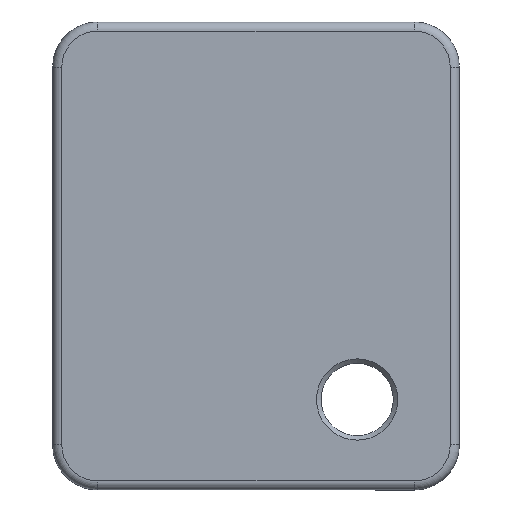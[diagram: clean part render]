
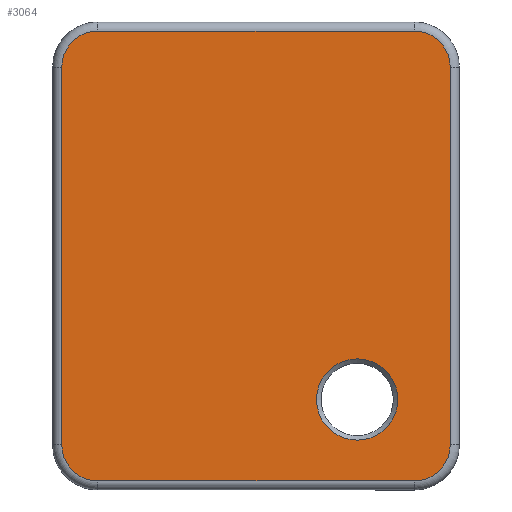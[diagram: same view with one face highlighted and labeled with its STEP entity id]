
A CAD part, top view. The second image highlights one B-rep face of the part: STEP entity #3064.
In plain terms, the highlighted planar face has unit normal (0, 0, 1).
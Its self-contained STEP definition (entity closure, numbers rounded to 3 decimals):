
#31=FACE_BOUND('',#614,.T.);
#275=CIRCLE('',#3404,9.);
#276=CIRCLE('',#3407,8.);
#277=CIRCLE('',#3408,8.);
#278=CIRCLE('',#3409,8.);
#279=CIRCLE('',#3410,8.);
#441=FACE_OUTER_BOUND('',#613,.T.);
#613=EDGE_LOOP('',(#2750,#2751,#2752,#2753,#2754,#2755,#2756,#2757));
#614=EDGE_LOOP('',(#2758));
#895=LINE('',#5328,#1161);
#896=LINE('',#5332,#1162);
#897=LINE('',#5336,#1163);
#898=LINE('',#5339,#1164);
#1161=VECTOR('',#4315,10.);
#1162=VECTOR('',#4318,10.);
#1163=VECTOR('',#4321,10.);
#1164=VECTOR('',#4324,10.);
#1455=VERTEX_POINT('',#5318);
#1456=VERTEX_POINT('',#5324);
#1457=VERTEX_POINT('',#5325);
#1458=VERTEX_POINT('',#5327);
#1459=VERTEX_POINT('',#5329);
#1460=VERTEX_POINT('',#5331);
#1461=VERTEX_POINT('',#5333);
#1462=VERTEX_POINT('',#5335);
#1463=VERTEX_POINT('',#5337);
#1892=EDGE_CURVE('',#1455,#1455,#275,.T.);
#1894=EDGE_CURVE('',#1456,#1457,#276,.T.);
#1895=EDGE_CURVE('',#1458,#1456,#895,.T.);
#1896=EDGE_CURVE('',#1459,#1458,#277,.T.);
#1897=EDGE_CURVE('',#1460,#1459,#896,.T.);
#1898=EDGE_CURVE('',#1461,#1460,#278,.T.);
#1899=EDGE_CURVE('',#1462,#1461,#897,.T.);
#1900=EDGE_CURVE('',#1463,#1462,#279,.T.);
#1901=EDGE_CURVE('',#1457,#1463,#898,.T.);
#2750=ORIENTED_EDGE('',*,*,#1894,.F.);
#2751=ORIENTED_EDGE('',*,*,#1895,.F.);
#2752=ORIENTED_EDGE('',*,*,#1896,.F.);
#2753=ORIENTED_EDGE('',*,*,#1897,.F.);
#2754=ORIENTED_EDGE('',*,*,#1898,.F.);
#2755=ORIENTED_EDGE('',*,*,#1899,.F.);
#2756=ORIENTED_EDGE('',*,*,#1900,.F.);
#2757=ORIENTED_EDGE('',*,*,#1901,.F.);
#2758=ORIENTED_EDGE('',*,*,#1892,.F.);
#2912=PLANE('',#3406);
#3064=ADVANCED_FACE('',(#441,#31),#2912,.T.);
#3404=AXIS2_PLACEMENT_3D('',#5320,#4306,#4307);
#3406=AXIS2_PLACEMENT_3D('',#5323,#4311,#4312);
#3407=AXIS2_PLACEMENT_3D('',#5326,#4313,#4314);
#3408=AXIS2_PLACEMENT_3D('',#5330,#4316,#4317);
#3409=AXIS2_PLACEMENT_3D('',#5334,#4319,#4320);
#3410=AXIS2_PLACEMENT_3D('',#5338,#4322,#4323);
#4306=DIRECTION('center_axis',(0.,0.,
1.));
#4307=DIRECTION('ref_axis',(1.,0.,0.));
#4311=DIRECTION('center_axis',(0.,0.,
1.));
#4312=DIRECTION('ref_axis',(-1.,0.,0.));
#4313=DIRECTION('center_axis',(0.,0.,
-1.));
#4314=DIRECTION('ref_axis',(-0.707,-0.707,0.));
#4315=DIRECTION('',(-1.,0.,0.));
#4316=DIRECTION('center_axis',(0.,0.,
-1.));
#4317=DIRECTION('ref_axis',(0.707,-0.707,0.));
#4318=DIRECTION('',(0.,-1.,0.));
#4319=DIRECTION('center_axis',(0.,0.,
-1.));
#4320=DIRECTION('ref_axis',(0.707,0.707,0.));
#4321=DIRECTION('',(1.,0.,0.));
#4322=DIRECTION('center_axis',(0.,0.,
-1.));
#4323=DIRECTION('ref_axis',(-0.707,0.707,0.));
#4324=DIRECTION('',(0.,1.,0.));
#5318=CARTESIAN_POINT('',(53.4,14.525,-41.4));
#5320=CARTESIAN_POINT('Origin',(62.4,14.525,-41.4));
#5323=CARTESIAN_POINT('Origin',(40.,46.3,-41.4));
#5324=CARTESIAN_POINT('',(5.,-3.5,-41.4));
#5325=CARTESIAN_POINT('',(-3.,4.5,-41.4));
#5326=CARTESIAN_POINT('Origin',(5.,4.5,-41.4));
#5327=CARTESIAN_POINT('',(75.,-3.5,-41.4));
#5328=CARTESIAN_POINT('',(22.5,-3.5,-41.4));
#5329=CARTESIAN_POINT('',(83.,4.5,-41.4));
#5330=CARTESIAN_POINT('Origin',(75.,4.5,-41.4));
#5331=CARTESIAN_POINT('',(83.,88.1,-41.4));
#5332=CARTESIAN_POINT('',(83.,25.4,-41.4));
#5333=CARTESIAN_POINT('',(75.,96.1,-41.4));
#5334=CARTESIAN_POINT('Origin',(75.,88.1,-41.4));
#5335=CARTESIAN_POINT('',(5.,96.1,-41.4));
#5336=CARTESIAN_POINT('',(57.5,96.1,-41.4));
#5337=CARTESIAN_POINT('',(-3.,88.1,-41.4));
#5338=CARTESIAN_POINT('Origin',(5.,88.1,-41.4));
#5339=CARTESIAN_POINT('',(-3.,67.2,-41.4));
